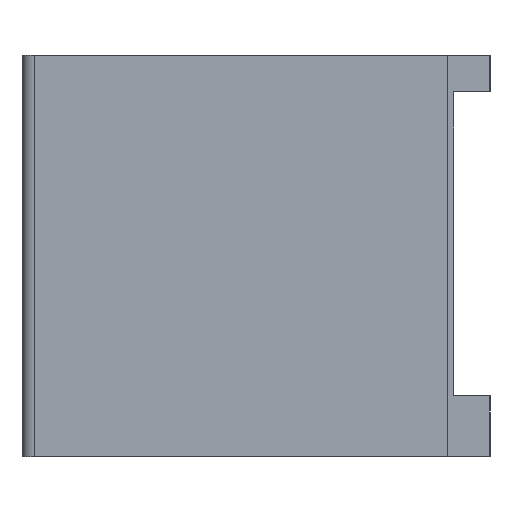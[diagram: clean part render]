
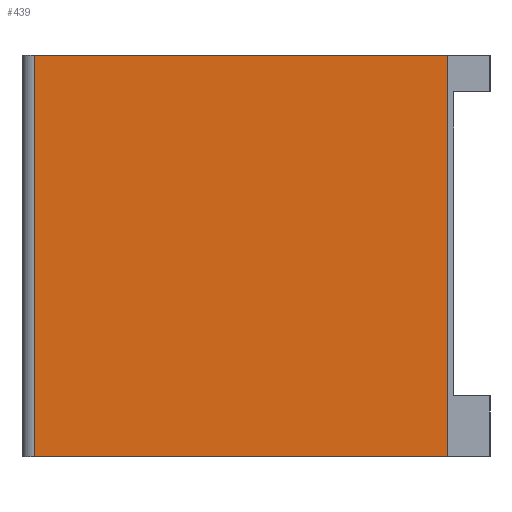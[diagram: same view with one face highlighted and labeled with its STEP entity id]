
A CAD part, left-side view. The second image highlights one B-rep face of the part: STEP entity #439.
In plain terms, the highlighted planar face has unit normal (-1, 0, 0).
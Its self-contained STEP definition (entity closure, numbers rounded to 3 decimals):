
#383=CARTESIAN_POINT('',(0.,-1.,33.));
#384=VERTEX_POINT('',#383);
#392=CARTESIAN_POINT('',(0.,-35.,33.));
#393=VERTEX_POINT('',#392);
#394=CARTESIAN_POINT('',(0.,-35.,33.));
#395=DIRECTION('',(-0.,1.,0.));
#396=VECTOR('',#395,34.);
#397=LINE('',#394,#396);
#398=EDGE_CURVE('',#393,#384,#397,.T.);
#409=CARTESIAN_POINT('',(0.,-17.5,28.));
#410=DIRECTION('',(-1.,-0.,0.));
#411=DIRECTION('',(0.,-1.,0.));
#412=AXIS2_PLACEMENT_3D('',#409,#410,#411);
#413=PLANE('',#412);
#414=ORIENTED_EDGE('',*,*,#398,.T.);
#415=CARTESIAN_POINT('',(0.,-1.,0.));
#416=VERTEX_POINT('',#415);
#417=CARTESIAN_POINT('',(0.,-1.,33.));
#418=DIRECTION('',(0.,0.,-1.));
#419=VECTOR('',#418,33.);
#420=LINE('',#417,#419);
#421=EDGE_CURVE('',#384,#416,#420,.T.);
#422=ORIENTED_EDGE('',*,*,#421,.T.);
#423=CARTESIAN_POINT('',(0.,-35.,0.));
#424=VERTEX_POINT('',#423);
#425=CARTESIAN_POINT('',(0.,-35.,0.));
#426=DIRECTION('',(-0.,1.,0.));
#427=VECTOR('',#426,34.);
#428=LINE('',#425,#427);
#429=EDGE_CURVE('',#424,#416,#428,.T.);
#430=ORIENTED_EDGE('',*,*,#429,.F.);
#431=CARTESIAN_POINT('',(0.,-35.,33.));
#432=DIRECTION('',(0.,0.,-1.));
#433=VECTOR('',#432,33.);
#434=LINE('',#431,#433);
#435=EDGE_CURVE('',#393,#424,#434,.T.);
#436=ORIENTED_EDGE('',*,*,#435,.F.);
#437=EDGE_LOOP('',(#414,#422,#430,#436));
#438=FACE_BOUND('',#437,.T.);
#439=ADVANCED_FACE('',(#438),#413,.T.);
